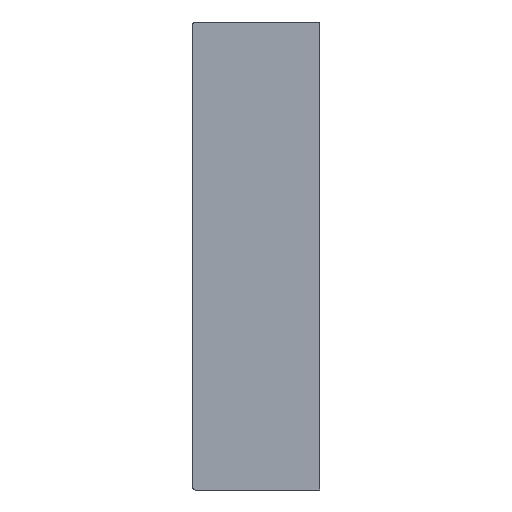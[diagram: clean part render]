
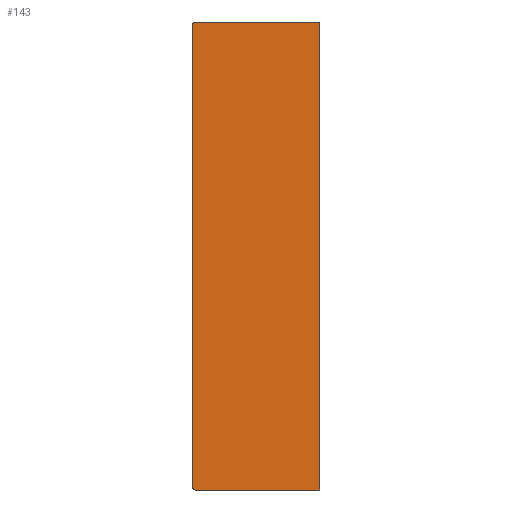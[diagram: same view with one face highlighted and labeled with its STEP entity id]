
A CAD part, left-side view. The second image highlights one B-rep face of the part: STEP entity #143.
In plain terms, the highlighted planar face has unit normal (-1, 0, 0).
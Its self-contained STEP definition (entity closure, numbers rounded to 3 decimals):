
#19=PLANE('',#169);
#27=FACE_OUTER_BOUND('',#35,.T.);
#35=EDGE_LOOP('',(#123,#124,#125,#126,#127,#128));
#39=LINE('',#223,#53);
#43=LINE('',#235,#57);
#46=LINE('',#241,#60);
#49=LINE('',#246,#63);
#53=VECTOR('',#183,10.);
#57=VECTOR('',#195,10.);
#60=VECTOR('',#200,10.);
#63=VECTOR('',#205,10.);
#65=CIRCLE('',#160,2.086);
#67=CIRCLE('',#164,2.086);
#69=VERTEX_POINT('',#213);
#70=VERTEX_POINT('',#214);
#73=VERTEX_POINT('',#222);
#75=VERTEX_POINT('',#228);
#77=VERTEX_POINT('',#234);
#79=VERTEX_POINT('',#240);
#81=EDGE_CURVE('',#69,#70,#65,.T.);
#85=EDGE_CURVE('',#73,#70,#39,.T.);
#88=EDGE_CURVE('',#73,#75,#67,.T.);
#91=EDGE_CURVE('',#77,#75,#43,.T.);
#94=EDGE_CURVE('',#79,#77,#46,.T.);
#97=EDGE_CURVE('',#79,#69,#49,.T.);
#123=ORIENTED_EDGE('',*,*,#97,.T.);
#124=ORIENTED_EDGE('',*,*,#81,.T.);
#125=ORIENTED_EDGE('',*,*,#85,.F.);
#126=ORIENTED_EDGE('',*,*,#88,.T.);
#127=ORIENTED_EDGE('',*,*,#91,.F.);
#128=ORIENTED_EDGE('',*,*,#94,.F.);
#143=ADVANCED_FACE('',(#27),#19,.T.);
#160=AXIS2_PLACEMENT_3D('',#215,#175,#176);
#164=AXIS2_PLACEMENT_3D('',#229,#188,#189);
#169=AXIS2_PLACEMENT_3D('',#248,#207,#208);
#175=DIRECTION('center_axis',(-1.,0.,0.));
#176=DIRECTION('ref_axis',(0.,0.,1.));
#183=DIRECTION('',(0.,0.,1.));
#188=DIRECTION('center_axis',(-1.,0.,0.));
#189=DIRECTION('ref_axis',(0.,1.,0.));
#195=DIRECTION('',(0.,1.,0.));
#200=DIRECTION('',(0.,0.,-1.));
#205=DIRECTION('',(0.,1.,0.));
#207=DIRECTION('center_axis',(-1.,0.,0.));
#208=DIRECTION('ref_axis',(0.,0.,1.));
#213=CARTESIAN_POINT('',(-33.886,-2.286,23.4));
#214=CARTESIAN_POINT('',(-33.886,-0.2,21.314));
#215=CARTESIAN_POINT('Origin',(-33.886,-2.286,21.314));
#222=CARTESIAN_POINT('',(-33.886,-0.2,-267.314));
#223=CARTESIAN_POINT('',(-33.886,-0.2,-267.314));
#228=CARTESIAN_POINT('',(-33.886,-2.286,-269.4));
#229=CARTESIAN_POINT('Origin',(-33.886,-2.286,-267.314));
#234=CARTESIAN_POINT('',(-33.886,-80.,-269.4));
#235=CARTESIAN_POINT('',(-33.886,-80.,-269.4));
#240=CARTESIAN_POINT('',(-33.886,-80.,23.4));
#241=CARTESIAN_POINT('',(-33.886,-80.,23.6));
#246=CARTESIAN_POINT('',(-33.886,-80.,23.4));
#248=CARTESIAN_POINT('Origin',(-33.886,-40.1,-123.));
